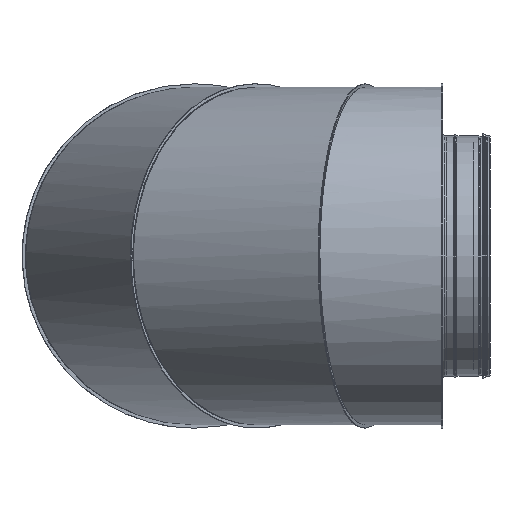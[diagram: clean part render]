
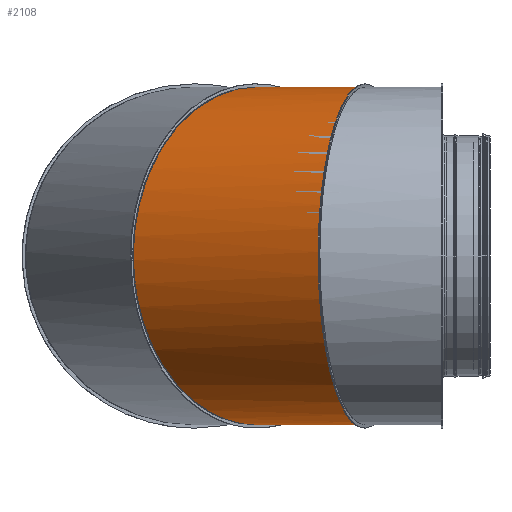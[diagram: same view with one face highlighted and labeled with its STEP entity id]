
A CAD part, left-side view. The second image highlights one B-rep face of the part: STEP entity #2108.
In plain terms, the highlighted cylindrical face has radius 350.7 mm (diameter 701.4 mm), a full revolution.
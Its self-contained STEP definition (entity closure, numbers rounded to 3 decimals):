
#77=ELLIPSE('',#2326,363.023,350.7);
#81=ELLIPSE('',#2384,2734.028,350.7);
#83=ELLIPSE('',#2386,2734.028,350.7);
#84=ELLIPSE('',#2388,363.071,350.7);
#85=ELLIPSE('',#2391,363.071,350.7);
#89=ELLIPSE('',#2395,2734.214,350.7);
#94=ELLIPSE('',#2400,363.023,350.7);
#98=ELLIPSE('',#2404,363.023,350.7);
#100=ELLIPSE('',#2407,2734.214,350.7);
#216=CYLINDRICAL_SURFACE('',#2419,350.7);
#408=FACE_BOUND('',#860,.T.);
#579=FACE_OUTER_BOUND('',#859,.T.);
#859=EDGE_LOOP('',(#1845,#1846,#1847,#1848));
#860=EDGE_LOOP('',(#1849,#1850,#1851,#1852,#1853));
#1085=VERTEX_POINT('',#3343);
#1087=VERTEX_POINT('',#3347);
#1178=VERTEX_POINT('',#4917);
#1179=VERTEX_POINT('',#4919);
#1184=VERTEX_POINT('',#5835);
#1185=VERTEX_POINT('',#5836);
#1188=VERTEX_POINT('',#5849);
#1191=VERTEX_POINT('',#5869);
#1194=VERTEX_POINT('',#5885);
#1352=EDGE_CURVE('',#1087,#1085,#77,.T.);
#1384=EDGE_CURVE('',#1178,#1087,#81,.T.);
#1386=EDGE_CURVE('',#1085,#1179,#83,.T.);
#1388=EDGE_CURVE('',#1179,#1178,#84,.T.);
#1393=EDGE_CURVE('',#1184,#1185,#85,.T.);
#1397=EDGE_CURVE('',#1188,#1184,#89,.T.);
#1405=EDGE_CURVE('',#1194,#1188,#94,.T.);
#1409=EDGE_CURVE('',#1191,#1194,#98,.T.);
#1416=EDGE_CURVE('',#1185,#1191,#100,.T.);
#1845=ORIENTED_EDGE('',*,*,#1384,.T.);
#1846=ORIENTED_EDGE('',*,*,#1352,.T.);
#1847=ORIENTED_EDGE('',*,*,#1386,.T.);
#1848=ORIENTED_EDGE('',*,*,#1388,.T.);
#1849=ORIENTED_EDGE('',*,*,#1416,.T.);
#1850=ORIENTED_EDGE('',*,*,#1409,.T.);
#1851=ORIENTED_EDGE('',*,*,#1405,.T.);
#1852=ORIENTED_EDGE('',*,*,#1397,.T.);
#1853=ORIENTED_EDGE('',*,*,#1393,.T.);
#2108=ADVANCED_FACE('',(#579,#408),#216,.T.);
#2326=AXIS2_PLACEMENT_3D('',#4659,#2842,#2843);
#2384=AXIS2_PLACEMENT_3D('',#4918,#2958,#2959);
#2386=AXIS2_PLACEMENT_3D('',#4921,#2962,#2963);
#2388=AXIS2_PLACEMENT_3D('',#5106,#2966,#2967);
#2391=AXIS2_PLACEMENT_3D('',#5837,#2973,#2974);
#2395=AXIS2_PLACEMENT_3D('',#5850,#2981,#2982);
#2400=AXIS2_PLACEMENT_3D('',#5886,#2994,#2995);
#2404=AXIS2_PLACEMENT_3D('',#5890,#3002,#3003);
#2407=AXIS2_PLACEMENT_3D('',#6442,#3011,#3012);
#2419=AXIS2_PLACEMENT_3D('',#6538,#3037,#3038);
#2842=DIRECTION('center_axis',(-0.707,-0.707,0.));
#2843=DIRECTION('ref_axis',(-0.707,0.707,0.));
#2958=DIRECTION('center_axis',(-0.795,0.607,0.));
#2959=DIRECTION('ref_axis',(-0.607,-0.795,0.));
#2962=DIRECTION('center_axis',(-0.795,0.607,0.));
#2963=DIRECTION('ref_axis',(-0.607,-0.795,0.));
#2966=DIRECTION('center_axis',(-0.707,-0.707,0.));
#2967=DIRECTION('ref_axis',(-0.707,0.707,0.));
#2973=DIRECTION('center_axis',(0.259,0.966,0.));
#2974=DIRECTION('ref_axis',(-0.966,0.259,0.));
#2981=DIRECTION('center_axis',(-0.923,0.385,0.));
#2982=DIRECTION('ref_axis',(-0.385,-0.923,0.));
#2994=DIRECTION('center_axis',(0.259,0.966,0.));
#2995=DIRECTION('ref_axis',(-0.966,0.259,0.));
#3002=DIRECTION('center_axis',(0.259,0.966,0.));
#3003=DIRECTION('ref_axis',(-0.966,0.259,0.));
#3011=DIRECTION('center_axis',(-0.923,0.385,0.));
#3012=DIRECTION('ref_axis',(-0.385,-0.923,0.));
#3037=DIRECTION('center_axis',(0.5,0.866,0.));
#3038=DIRECTION('ref_axis',(-0.866,0.5,0.));
#3343=CARTESIAN_POINT('',(-353.947,353.947,-350.7));
#3347=CARTESIAN_POINT('',(-353.947,353.947,350.7));
#4659=CARTESIAN_POINT('Origin',(-353.947,353.947,0.));
#4917=CARTESIAN_POINT('',(-354.59,353.105,350.7));
#4918=CARTESIAN_POINT('Origin',(-353.947,353.947,0.));
#4919=CARTESIAN_POINT('',(-354.59,353.105,-350.7));
#4921=CARTESIAN_POINT('Origin',(-353.947,353.947,0.));
#5106=CARTESIAN_POINT('Origin',(-354.49,353.005,0.));
#5835=CARTESIAN_POINT('',(-483.092,130.531,350.7));
#5836=CARTESIAN_POINT('',(-483.092,130.531,-350.7));
#5837=CARTESIAN_POINT('Origin',(-482.956,130.495,0.));
#5849=CARTESIAN_POINT('',(-483.5,129.553,350.7));
#5850=CARTESIAN_POINT('Origin',(-483.5,129.553,0.));
#5869=CARTESIAN_POINT('',(-483.5,129.553,-350.7));
#5885=CARTESIAN_POINT('',(-483.5,129.553,350.7));
#5886=CARTESIAN_POINT('Origin',(-483.5,129.553,0.));
#5890=CARTESIAN_POINT('Origin',(-483.5,129.553,0.));
#6442=CARTESIAN_POINT('Origin',(-483.5,129.553,0.));
#6538=CARTESIAN_POINT('Origin',(-483.5,129.553,0.));
